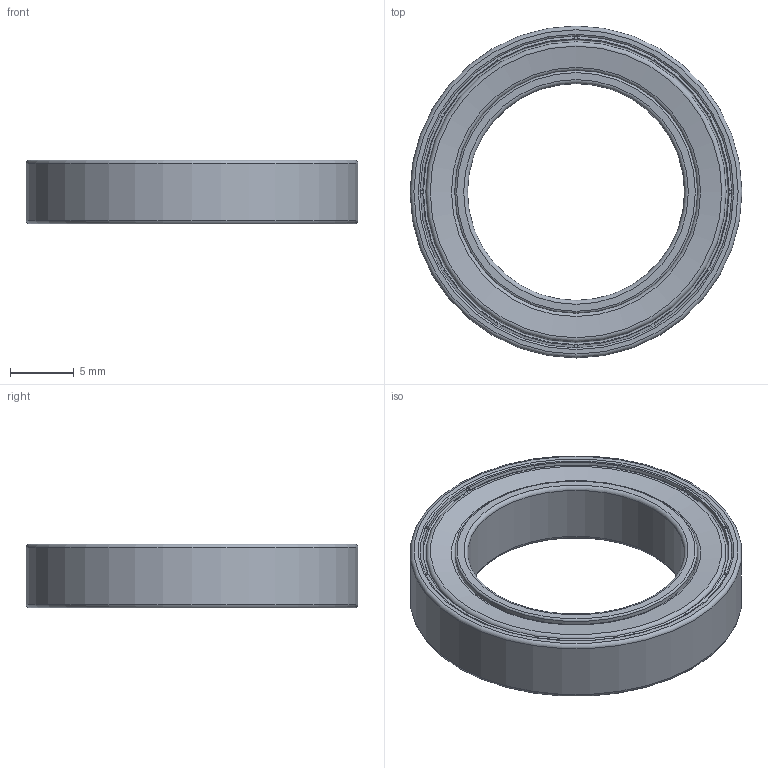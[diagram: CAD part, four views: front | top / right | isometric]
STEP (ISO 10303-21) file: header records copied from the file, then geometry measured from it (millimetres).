
FILE_DESCRIPTION(/* description */ ('STEP AP242','CAx-IF Rec.Pracs.---Representation and Presentation of Product Manufacturing Information (PMI)---4.0---2014-10-13','CAx-IF Rec.Pracs.---3D Tessellated Geometry---0.4---2014-09-14','2;1'),/* implementation_level */ '2;1');
FILE_NAME(/* name */ '6325d23802980a20a8a9e8af',/* time_stamp */ '2022-09-17T13:57:13+00:00',/* author */ (''),/* organization */ (''),/* preprocessor_version */ 'ST-DEVELOPER v18.102',/* originating_system */ ' ',/* authorisation */ ' ');
FILE_SCHEMA (('AP242_MANAGED_MODEL_BASED_3D_ENGINEERING_MIM_LF { 1 0 10303 442 1 1 4 }'));
Length unit declared in the file: metre
Products named in the file (1): bearing 6803 ftobler
Bounding box: 26 x 26 x 5 mm (x, y, z)
Volume: 1444.7 mm3; surface area: 1400.9 mm2
Topology: 1 solids, 1 shells, 146 faces, 412 edges, 270 vertices
Faces by surface type: plane 76, cylinder 28, cone 28, torus 14
Full cylindrical faces by diameter (mm): 17 x1, 19 x2, 26 x1
Entity records: 5497 total; most frequent: CARTESIAN_POINT 1227, ORIENTED_EDGE 768, DIRECTION 678, EDGE_CURVE 384, AXIS2_PLACEMENT_3D 291, VERTEX_POINT 264, EDGE_LOOP 172, FACE_BOUND 172
